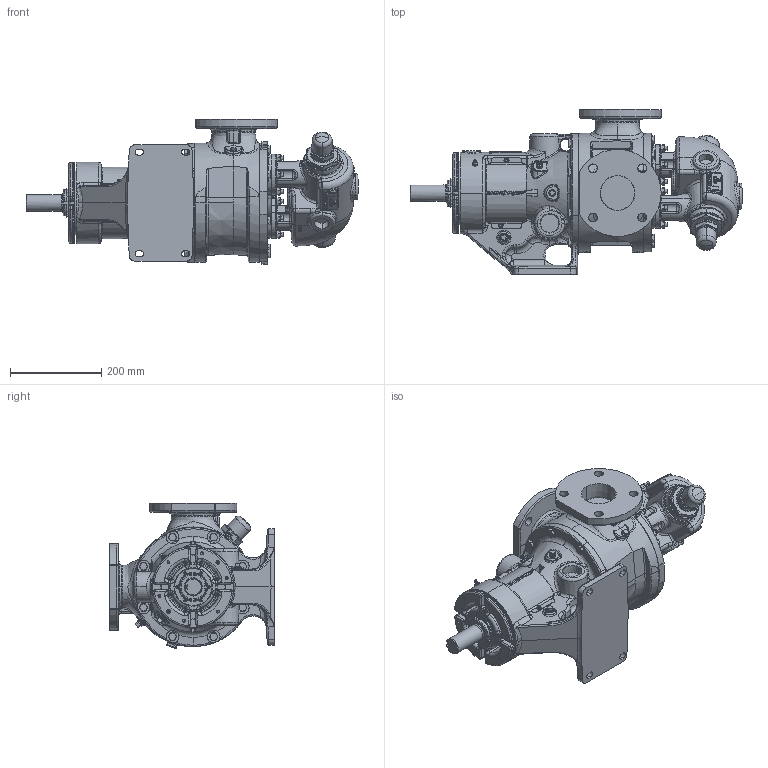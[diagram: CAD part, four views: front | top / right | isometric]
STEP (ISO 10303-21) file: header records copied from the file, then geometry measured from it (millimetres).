
FILE_DESCRIPTION (( 'STEP AP214' ), '1' );
FILE_NAME ('LV-4764.step', '2025-12-05T03:58:53', ( '' ), ( '' ), 'SwSTEP 2.0', 'SolidWorks 2024', '' );
FILE_SCHEMA (( 'AUTOMOTIVE_DESIGN' ));
Products named in the file (1): LV-4764
Bounding box: 725.92 x 360.43 x 317.29 mm (x, y, z)
Volume: 19494466.1 mm3; surface area: 1034892.9 mm2
Topology: 1 solids, 1 shells, 5260 faces, 13504 edges, 8399 vertices
Faces by surface type: plane 1678, bspline 1617, cylinder 877, cone 791, torus 196, sphere 101
Entity records: 262098 total; most frequent: CARTESIAN_POINT 148535, ORIENTED_EDGE 26754, DIRECTION 19082, EDGE_CURVE 13377, VERTEX_POINT 8394, AXIS2_PLACEMENT_3D 7179, EDGE_LOOP 5577, FACE_OUTER_BOUND 5260
